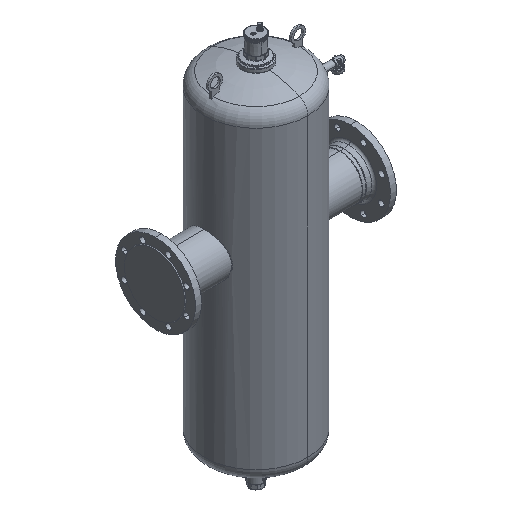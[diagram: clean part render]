
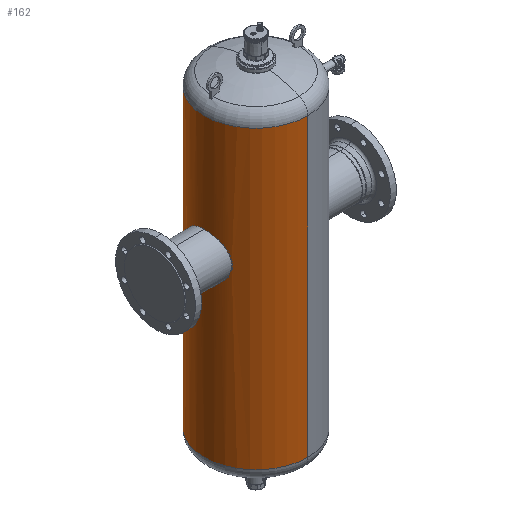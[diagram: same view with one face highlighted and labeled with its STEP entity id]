
A CAD part, isometric view. The second image highlights one B-rep face of the part: STEP entity #162.
In plain terms, the highlighted cylindrical face has radius 161.95 mm (diameter 323.9 mm), a partial arc.
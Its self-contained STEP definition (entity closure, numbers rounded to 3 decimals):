
#51=CARTESIAN_POINT('Axis2P3D Location',(0.,0.,445.)) ;
#56=CARTESIAN_POINT('Line Origine',(0.,161.95,445.)) ;
#60=CARTESIAN_POINT('Vertex',(0.,161.95,905.41)) ;
#62=CARTESIAN_POINT('Vertex',(0.,161.95,-19.557)) ;
#65=CARTESIAN_POINT('Axis2P3D Location',(0.,0.,-19.557)) ;
#69=CARTESIAN_POINT('Vertex',(0.,-161.95,-19.557)) ;
#72=CARTESIAN_POINT('Line Origine',(0.,-161.95,445.)) ;
#76=CARTESIAN_POINT('Vertex',(0.,-161.95,905.41)) ;
#79=CARTESIAN_POINT('Axis2P3D Location',(0.,0.,905.41)) ;
#91=CARTESIAN_POINT('Control Point',(-146.016,-70.05,527.74)) ;
#92=CARTESIAN_POINT('Control Point',(-146.016,-70.05,521.34)) ;
#93=CARTESIAN_POINT('Control Point',(-146.367,-69.319,514.94)) ;
#94=CARTESIAN_POINT('Control Point',(-147.07,-67.856,508.679)) ;
#95=CARTESIAN_POINT('Control Point',(-148.548,-64.621,499.61)) ;
#96=CARTESIAN_POINT('Control Point',(-150.454,-59.967,491.32)) ;
#97=CARTESIAN_POINT('Control Point',(-151.136,-58.236,488.612)) ;
#98=CARTESIAN_POINT('Control Point',(-152.942,-53.437,481.974)) ;
#99=CARTESIAN_POINT('Control Point',(-154.827,-47.725,476.102)) ;
#100=CARTESIAN_POINT('Control Point',(-155.958,-43.938,472.842)) ;
#101=CARTESIAN_POINT('Control Point',(-157.948,-36.373,467.42)) ;
#102=CARTESIAN_POINT('Control Point',(-159.593,-27.965,463.295)) ;
#103=CARTESIAN_POINT('Control Point',(-160.255,-23.92,461.685)) ;
#104=CARTESIAN_POINT('Control Point',(-161.352,-15.491,459.068)) ;
#105=CARTESIAN_POINT('Control Point',(-161.904,-6.705,457.795)) ;
#106=CARTESIAN_POINT('Control Point',(-162.029,-2.214,457.509)) ;
#107=CARTESIAN_POINT('Control Point',(-161.934,10.432,457.721)) ;
#108=CARTESIAN_POINT('Control Point',(-160.638,22.757,460.743)) ;
#109=CARTESIAN_POINT('Control Point',(-159.342,30.297,463.82)) ;
#110=CARTESIAN_POINT('Control Point',(-156.85,41.115,470.147)) ;
#111=CARTESIAN_POINT('Control Point',(-154.032,50.184,478.568)) ;
#112=CARTESIAN_POINT('Control Point',(-153.011,53.187,481.832)) ;
#113=CARTESIAN_POINT('Control Point',(-151.171,58.22,488.252)) ;
#114=CARTESIAN_POINT('Control Point',(-149.512,62.285,495.359)) ;
#115=CARTESIAN_POINT('Control Point',(-148.812,63.927,498.731)) ;
#116=CARTESIAN_POINT('Control Point',(-147.453,67.011,506.321)) ;
#117=CARTESIAN_POINT('Control Point',(-146.532,68.975,514.346)) ;
#118=CARTESIAN_POINT('Control Point',(-146.188,69.692,518.779)) ;
#119=CARTESIAN_POINT('Control Point',(-146.016,70.05,523.259)) ;
#120=CARTESIAN_POINT('Control Point',(-146.016,70.05,527.74)) ;
#121=CARTESIAN_POINT('Vertex',(-146.016,-70.05,527.74)) ;
#123=CARTESIAN_POINT('Vertex',(-146.016,70.05,527.74)) ;
#127=CARTESIAN_POINT('Control Point',(-146.016,70.05,527.74)) ;
#128=CARTESIAN_POINT('Control Point',(-146.016,70.05,534.357)) ;
#129=CARTESIAN_POINT('Control Point',(-146.391,69.269,540.974)) ;
#130=CARTESIAN_POINT('Control Point',(-147.142,67.705,547.436)) ;
#131=CARTESIAN_POINT('Control Point',(-148.832,63.995,557.467)) ;
#132=CARTESIAN_POINT('Control Point',(-151.022,58.552,566.513)) ;
#133=CARTESIAN_POINT('Control Point',(-151.914,56.217,569.825)) ;
#134=CARTESIAN_POINT('Control Point',(-153.897,50.678,576.593)) ;
#135=CARTESIAN_POINT('Control Point',(-155.883,44.153,582.427)) ;
#136=CARTESIAN_POINT('Control Point',(-156.913,40.383,585.269)) ;
#137=CARTESIAN_POINT('Control Point',(-158.734,32.761,590.067)) ;
#138=CARTESIAN_POINT('Control Point',(-160.177,24.412,593.61)) ;
#139=CARTESIAN_POINT('Control Point',(-160.754,20.311,594.99)) ;
#140=CARTESIAN_POINT('Control Point',(-161.64,12.034,597.078)) ;
#141=CARTESIAN_POINT('Control Point',(-161.995,3.5,597.893)) ;
#142=CARTESIAN_POINT('Control Point',(-162.031,-0.723,597.976)) ;
#143=CARTESIAN_POINT('Control Point',(-161.73,-13.106,597.287)) ;
#144=CARTESIAN_POINT('Control Point',(-160.289,-25.072,593.91)) ;
#145=CARTESIAN_POINT('Control Point',(-158.897,-32.518,590.563)) ;
#146=CARTESIAN_POINT('Control Point',(-156.358,-42.883,584.002)) ;
#147=CARTESIAN_POINT('Control Point',(-153.584,-51.511,575.483)) ;
#148=CARTESIAN_POINT('Control Point',(-152.632,-54.244,572.353)) ;
#149=CARTESIAN_POINT('Control Point',(-150.876,-58.967,566.064)) ;
#150=CARTESIAN_POINT('Control Point',(-149.304,-62.78,559.147)) ;
#151=CARTESIAN_POINT('Control Point',(-148.622,-64.365,555.76)) ;
#152=CARTESIAN_POINT('Control Point',(-147.34,-67.254,548.328)) ;
#153=CARTESIAN_POINT('Control Point',(-146.484,-69.075,540.5)) ;
#154=CARTESIAN_POINT('Control Point',(-146.172,-69.725,536.274)) ;
#155=CARTESIAN_POINT('Control Point',(-146.016,-70.05,532.007)) ;
#156=CARTESIAN_POINT('Control Point',(-146.016,-70.05,527.74)) ;
#52=DIRECTION('Axis2P3D Direction',(0.,0.,1.)) ;
#53=DIRECTION('Axis2P3D XDirection',(0.,-1.,-0.)) ;
#57=DIRECTION('Vector Direction',(0.,0.,1.)) ;
#66=DIRECTION('Axis2P3D Direction',(0.,0.,1.)) ;
#73=DIRECTION('Vector Direction',(0.,0.,1.)) ;
#80=DIRECTION('Axis2P3D Direction',(0.,0.,1.)) ;
#54=AXIS2_PLACEMENT_3D('Cylinder Axis2P3D',#51,#52,#53) ;
#67=AXIS2_PLACEMENT_3D('Circle Axis2P3D',#65,#66,$) ;
#81=AXIS2_PLACEMENT_3D('Circle Axis2P3D',#79,#80,$) ;
#85=ORIENTED_EDGE('',*,*,#64,.T.) ;
#86=ORIENTED_EDGE('',*,*,#71,.F.) ;
#87=ORIENTED_EDGE('',*,*,#78,.F.) ;
#88=ORIENTED_EDGE('',*,*,#83,.F.) ;
#159=ORIENTED_EDGE('',*,*,#125,.T.) ;
#160=ORIENTED_EDGE('',*,*,#157,.T.) ;
#161=FACE_BOUND('',#158,.T.) ;
#58=VECTOR('Line Direction',#57,1.) ;
#74=VECTOR('Line Direction',#73,1.) ;
#162=ADVANCED_FACE('PartBody',(#89,#161),#55,.T.) ;
#90=B_SPLINE_CURVE_WITH_KNOTS('',5,(#91,#92,#93,#94,#95,#96,#97,#98,#99,#100,#101,#102,#103,#104,#105,#106,#107,#108,#109,#110,#111,#112,#113,#114,#115,#116,#117,#118,#119,#120),.UNSPECIFIED.,.F.,.U.,(6,3,3,3,3,3,3,3,3,6),(315.209,360.466,383.649,419.683,450.684,482.356,539.789,571.841,598.734,630.417),.UNSPECIFIED.) ;
#126=B_SPLINE_CURVE_WITH_KNOTS('',5,(#127,#128,#129,#130,#131,#132,#133,#134,#135,#136,#137,#138,#139,#140,#141,#142,#143,#144,#145,#146,#147,#148,#149,#150,#151,#152,#153,#154,#155,#156),.UNSPECIFIED.,.F.,.U.,(6,3,3,3,3,3,3,3,3,6),(0.,46.791,76.035,110.042,140.775,170.515,228.209,258.242,285.035,315.209),.UNSPECIFIED.) ;
#68=CIRCLE('generated circle',#67,161.95) ;
#82=CIRCLE('generated circle',#81,161.95) ;
#55=CYLINDRICAL_SURFACE('generated cylinder',#54,161.95) ;
#64=EDGE_CURVE('',#61,#63,#59,.F.) ;
#71=EDGE_CURVE('',#70,#63,#68,.F.) ;
#78=EDGE_CURVE('',#77,#70,#75,.F.) ;
#83=EDGE_CURVE('',#61,#77,#82,.T.) ;
#125=EDGE_CURVE('',#122,#124,#90,.T.) ;
#157=EDGE_CURVE('',#124,#122,#126,.T.) ;
#84=EDGE_LOOP('',(#85,#86,#87,#88)) ;
#158=EDGE_LOOP('',(#159,#160)) ;
#89=FACE_OUTER_BOUND('',#84,.T.) ;
#59=LINE('Line',#56,#58) ;
#75=LINE('Line',#72,#74) ;
#61=VERTEX_POINT('',#60) ;
#63=VERTEX_POINT('',#62) ;
#70=VERTEX_POINT('',#69) ;
#77=VERTEX_POINT('',#76) ;
#122=VERTEX_POINT('',#121) ;
#124=VERTEX_POINT('',#123) ;
